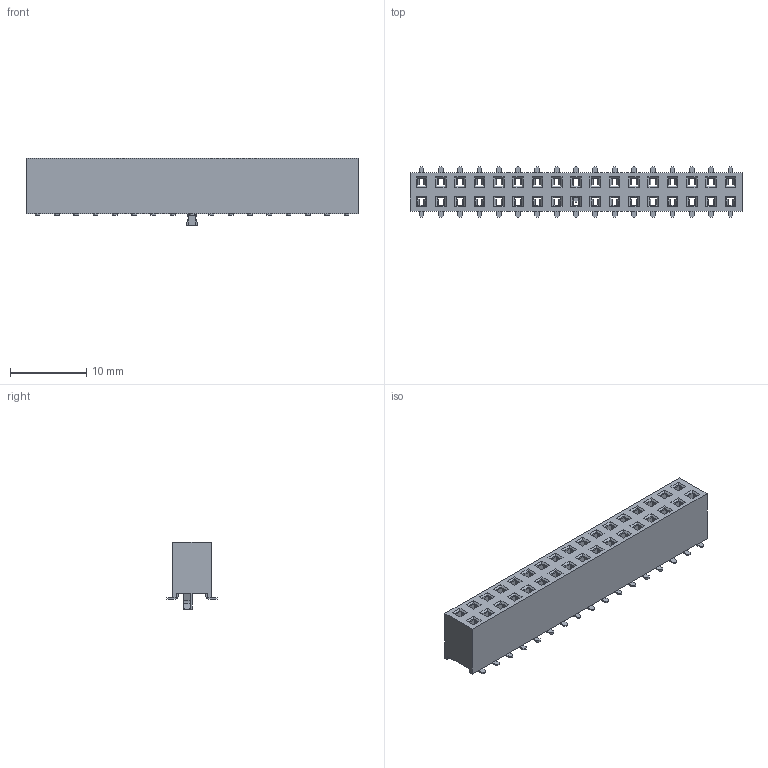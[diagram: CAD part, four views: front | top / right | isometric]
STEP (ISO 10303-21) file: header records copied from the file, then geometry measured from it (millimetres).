
FILE_DESCRIPTION( ( 'Unknown' ), '1' );
FILE_NAME( '61003421821.stp', 'Unknown', ( 'Unknown' ), ( 'Unknown' ), 'PSStep 14.0', 'Unknown', ' ' );
FILE_SCHEMA( ( 'AUTOMOTIVE_DESIGN { 1 0 10303 214 1 1 1 1 }' ) );
Length unit declared in the file: millimetre
Products named in the file (3): Assem1; 6100xx21821_PIN; 61003421821
Bounding box: 43.68 x 6.7 x 8.82 mm (x, y, z)
Volume: 1832.3 mm3; surface area: 6864.5 mm2
Topology: 37 solids, 37 shells, 3220 faces, 8746 edges, 5600 vertices
Faces by surface type: plane 2236, cylinder 844, bspline 140
Entity records: 19052 total; most frequent: CARTESIAN_POINT 2712, ORIENTED_EDGE 2608, DIRECTION 2388, EDGE_CURVE 1304, LINE 1244, VECTOR 1244, VERTEX_POINT 820, AXIS2_PLACEMENT_3D 572
